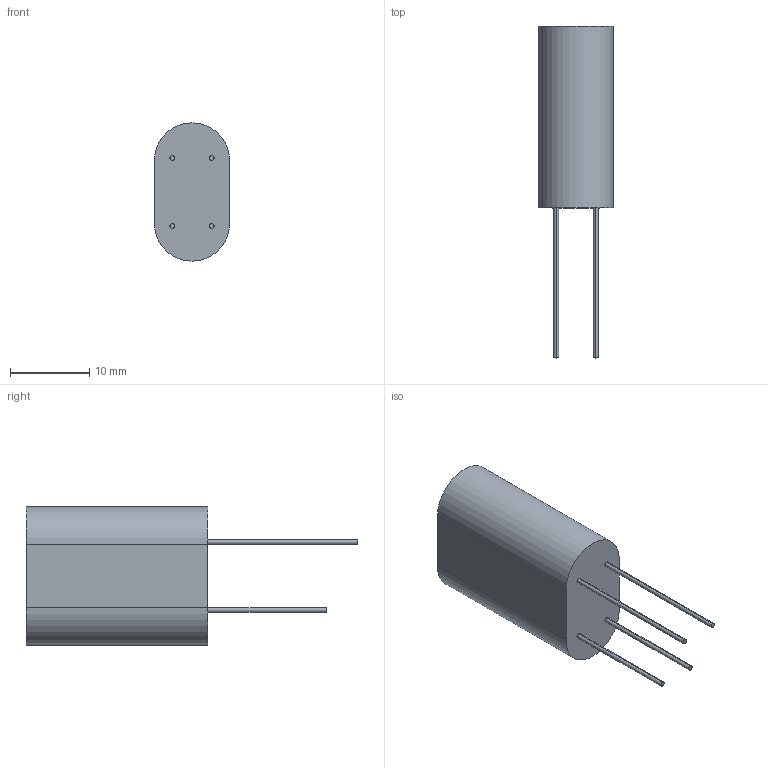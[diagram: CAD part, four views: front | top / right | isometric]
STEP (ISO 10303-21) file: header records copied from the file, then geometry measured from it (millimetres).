
FILE_DESCRIPTION (( 'STEP AP214' ), '1' );
FILE_NAME ('BMOD0001 P005 B02.STEP', '2023-10-12T07:40:22', ( '' ), ( '' ), 'SwSTEP 2.0', 'SolidWorks 2022', '' );
FILE_SCHEMA (( 'AUTOMOTIVE_DESIGN' ));
Length unit declared in the file: millimetre
Products named in the file (1): BMOD0001 P005 B02
Bounding box: 9.5 x 42 x 17.5 mm (x, y, z)
Volume: 3397.5 mm3; surface area: 1476.4 mm2
Topology: 1 solids, 1 shells, 19 faces, 39 edges, 26 vertices
Faces by surface type: cylinder 11, plane 8
Entity records: 549 total; most frequent: DIRECTION 101, CARTESIAN_POINT 85, ORIENTED_EDGE 78, AXIS2_PLACEMENT_3D 42, EDGE_CURVE 39, VERTEX_POINT 26, EDGE_LOOP 23, CIRCLE 22
